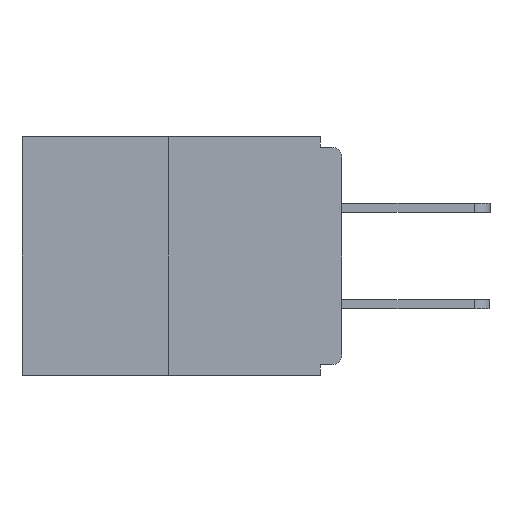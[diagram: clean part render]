
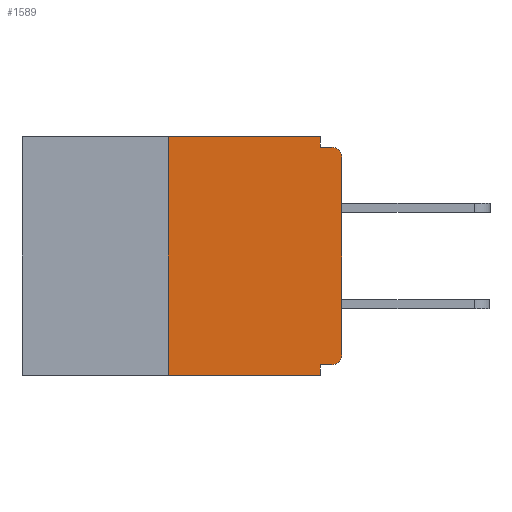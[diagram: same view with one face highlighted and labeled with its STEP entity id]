
A CAD part, left-side view. The second image highlights one B-rep face of the part: STEP entity #1589.
In plain terms, the highlighted planar face has unit normal (-1, 0, 0).
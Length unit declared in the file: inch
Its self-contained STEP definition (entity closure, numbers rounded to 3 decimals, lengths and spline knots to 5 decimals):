
#206 = EDGE_LOOP ( 'NONE', ( #374, #5333, #6719, #935, #9689, #4504, #4637, #8739, #339, #1953 ) ) ;
#279 = VERTEX_POINT ( 'NONE', #2872 ) ;
#339 = ORIENTED_EDGE ( 'NONE', *, *, #5121, .F. ) ;
#374 = ORIENTED_EDGE ( 'NONE', *, *, #381, .F. ) ;
#381 = EDGE_CURVE ( 'NONE', #10064, #9553, #5920, .T. ) ;
#716 = DIRECTION ( 'NONE',  ( 0., 1., 0. ) ) ;
#836 = DIRECTION ( 'NONE',  ( 0., -1., 0. ) ) ;
#849 = VECTOR ( 'NONE', #836, 39.37008 ) ;
#863 = VERTEX_POINT ( 'NONE', #3171 ) ;
#935 = ORIENTED_EDGE ( 'NONE', *, *, #6384, .F. ) ;
#1497 = CARTESIAN_POINT ( 'NONE',  ( 0., 0.46, 0. ) ) ;
#1589 = ADVANCED_FACE ( 'NONE', ( #3128 ), #4283, .F. ) ;
#1953 = ORIENTED_EDGE ( 'NONE', *, *, #10371, .F. ) ;
#2001 = DIRECTION ( 'NONE',  ( 0., -1., 0. ) ) ;
#2435 = VECTOR ( 'NONE', #11935, 39.37008 ) ;
#2472 = CARTESIAN_POINT ( 'NONE',  ( 0., 0.25, -0.343 ) ) ;
#2590 = VECTOR ( 'NONE', #5428, 39.37008 ) ;
#2748 = CARTESIAN_POINT ( 'NONE',  ( 0., 0., 0. ) ) ;
#2809 = LINE ( 'NONE', #10993, #7759 ) ;
#2872 = CARTESIAN_POINT ( 'NONE',  ( 0., 0.031, -0.343 ) ) ;
#3128 = FACE_OUTER_BOUND ( 'NONE', #206, .T. ) ;
#3171 = CARTESIAN_POINT ( 'NONE',  ( 0., 0.031, -0.015 ) ) ;
#3311 = AXIS2_PLACEMENT_3D ( 'NONE', #8291, #3646, #4500 ) ;
#3434 = VECTOR ( 'NONE', #8475, 39.37008 ) ;
#3461 = CARTESIAN_POINT ( 'NONE',  ( 0., 0., -0.328 ) ) ;
#3646 = DIRECTION ( 'NONE',  ( -1., 0., 0. ) ) ;
#3886 = DIRECTION ( 'NONE',  ( 0., 0., -1. ) ) ;
#3973 = CARTESIAN_POINT ( 'NONE',  ( 0., 0., -0.313 ) ) ;
#4283 = PLANE ( 'NONE',  #7626 ) ;
#4314 = VERTEX_POINT ( 'NONE', #2472 ) ;
#4485 = EDGE_CURVE ( 'NONE', #4314, #279, #10680, .T. ) ;
#4500 = DIRECTION ( 'NONE',  ( 0., 0., -1. ) ) ;
#4504 = ORIENTED_EDGE ( 'NONE', *, *, #10030, .T. ) ;
#4637 = ORIENTED_EDGE ( 'NONE', *, *, #9748, .T. ) ;
#4709 = CARTESIAN_POINT ( 'NONE',  ( 0., 0.46, -0.343 ) ) ;
#4717 = CARTESIAN_POINT ( 'NONE',  ( 0., 0.25, 0. ) ) ;
#4908 = LINE ( 'NONE', #4717, #2435 ) ;
#5121 = EDGE_CURVE ( 'NONE', #863, #5992, #7697, .T. ) ;
#5264 = EDGE_CURVE ( 'NONE', #4314, #10064, #4908, .T. ) ;
#5333 = ORIENTED_EDGE ( 'NONE', *, *, #5264, .F. ) ;
#5399 = CARTESIAN_POINT ( 'NONE',  ( 0., 0.031, -0.328 ) ) ;
#5428 = DIRECTION ( 'NONE',  ( 0., 0., 1. ) ) ;
#5920 = LINE ( 'NONE', #10173, #3434 ) ;
#5992 = VERTEX_POINT ( 'NONE', #7446 ) ;
#6384 = EDGE_CURVE ( 'NONE', #10691, #279, #2809, .T. ) ;
#6719 = ORIENTED_EDGE ( 'NONE', *, *, #4485, .T. ) ;
#6949 = CARTESIAN_POINT ( 'NONE',  ( 0., 0., -0.03 ) ) ;
#6951 = DIRECTION ( 'NONE',  ( 0., 0., -1. ) ) ;
#6973 = LINE ( 'NONE', #2748, #2590 ) ;
#7012 = CIRCLE ( 'NONE', #3311, 0.015 ) ;
#7053 = CARTESIAN_POINT ( 'NONE',  ( 0., 0.015, -0.328 ) ) ;
#7123 = VECTOR ( 'NONE', #2001, 39.37008 ) ;
#7446 = CARTESIAN_POINT ( 'NONE',  ( 0., 0.015, -0.015 ) ) ;
#7626 = AXIS2_PLACEMENT_3D ( 'NONE', #1497, #7997, #8915 ) ;
#7697 = LINE ( 'NONE', #9234, #7123 ) ;
#7756 = AXIS2_PLACEMENT_3D ( 'NONE', #7779, #9485, #6951 ) ;
#7759 = VECTOR ( 'NONE', #10832, 39.37008 ) ;
#7779 = CARTESIAN_POINT ( 'NONE',  ( 0., 0.015, -0.313 ) ) ;
#7997 = DIRECTION ( 'NONE',  ( 1., 0., 0. ) ) ;
#8029 = VERTEX_POINT ( 'NONE', #3973 ) ;
#8244 = VERTEX_POINT ( 'NONE', #7053 ) ;
#8291 = CARTESIAN_POINT ( 'NONE',  ( 0., 0.015, -0.03 ) ) ;
#8430 = EDGE_CURVE ( 'NONE', #8244, #10691, #10704, .T. ) ;
#8475 = DIRECTION ( 'NONE',  ( 0., -1., 0. ) ) ;
#8534 = CARTESIAN_POINT ( 'NONE',  ( 0., 0.031, 0. ) ) ;
#8721 = EDGE_CURVE ( 'NONE', #11596, #5992, #7012, .T. ) ;
#8739 = ORIENTED_EDGE ( 'NONE', *, *, #8721, .T. ) ;
#8915 = DIRECTION ( 'NONE',  ( 0., 0., -1. ) ) ;
#8988 = VECTOR ( 'NONE', #716, 39.37008 ) ;
#9234 = CARTESIAN_POINT ( 'NONE',  ( 0., 0., -0.015 ) ) ;
#9485 = DIRECTION ( 'NONE',  ( -1., 0., 0. ) ) ;
#9517 = LINE ( 'NONE', #8534, #11218 ) ;
#9553 = VERTEX_POINT ( 'NONE', #11333 ) ;
#9689 = ORIENTED_EDGE ( 'NONE', *, *, #8430, .F. ) ;
#9748 = EDGE_CURVE ( 'NONE', #8029, #11596, #6973, .T. ) ;
#9809 = CIRCLE ( 'NONE', #7756, 0.015 ) ;
#10030 = EDGE_CURVE ( 'NONE', #8244, #8029, #9809, .T. ) ;
#10064 = VERTEX_POINT ( 'NONE', #11427 ) ;
#10173 = CARTESIAN_POINT ( 'NONE',  ( 0., 0.46, 0. ) ) ;
#10371 = EDGE_CURVE ( 'NONE', #9553, #863, #9517, .T. ) ;
#10680 = LINE ( 'NONE', #4709, #849 ) ;
#10691 = VERTEX_POINT ( 'NONE', #5399 ) ;
#10704 = LINE ( 'NONE', #3461, #8988 ) ;
#10832 = DIRECTION ( 'NONE',  ( 0., 0., -1. ) ) ;
#10993 = CARTESIAN_POINT ( 'NONE',  ( 0., 0.031, -0.343 ) ) ;
#11218 = VECTOR ( 'NONE', #3886, 39.37008 ) ;
#11333 = CARTESIAN_POINT ( 'NONE',  ( 0., 0.031, 0. ) ) ;
#11427 = CARTESIAN_POINT ( 'NONE',  ( 0., 0.25, 0. ) ) ;
#11596 = VERTEX_POINT ( 'NONE', #6949 ) ;
#11935 = DIRECTION ( 'NONE',  ( 0., 0., 1. ) ) ;
